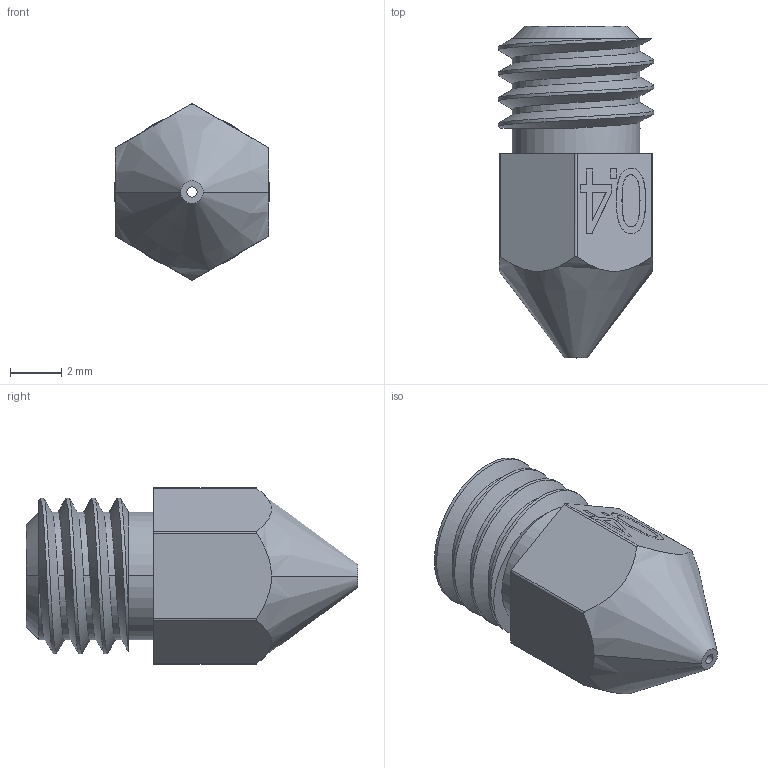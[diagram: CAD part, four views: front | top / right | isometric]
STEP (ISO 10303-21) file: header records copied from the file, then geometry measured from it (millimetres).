
FILE_DESCRIPTION (( 'STEP AP214' ), '1' );
FILE_NAME ('creality_nozzle_0.4.STEP', '2021-07-02T04:13:21', ( '' ), ( '' ), 'SwSTEP 2.0', 'SolidWorks 2020', '' );
FILE_SCHEMA (( 'AUTOMOTIVE_DESIGN' ));
Length unit declared in the file: millimetre
Products named in the file (1): creality_nozzle_0.4
Bounding box: 6.08 x 13 x 6.9 mm (x, y, z)
Volume: 253.2 mm3; surface area: 369.8 mm2
Topology: 1 solids, 1 shells, 74 faces, 185 edges, 119 vertices
Faces by surface type: plane 35, cylinder 19, bspline 12, cone 8
Entity records: 3511 total; most frequent: CARTESIAN_POINT 1811, ORIENTED_EDGE 370, DIRECTION 283, EDGE_CURVE 185, VERTEX_POINT 119, VECTOR 105, LINE 105, AXIS2_PLACEMENT_3D 89
